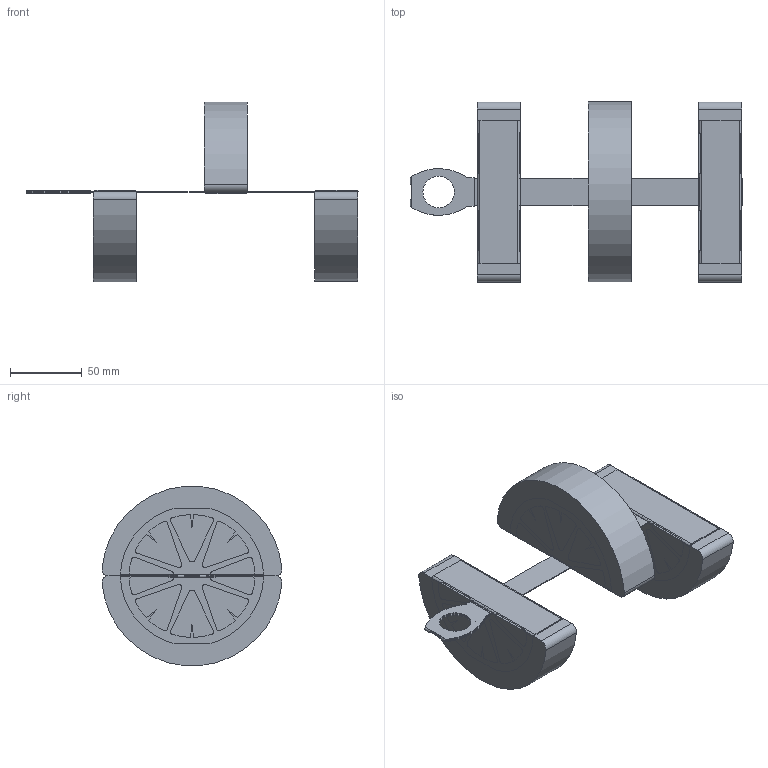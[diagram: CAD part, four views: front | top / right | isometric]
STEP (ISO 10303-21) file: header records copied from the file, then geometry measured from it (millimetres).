
FILE_DESCRIPTION(/* description */ ('Stålband'),/* implementation_level */ '2;1');
FILE_NAME(/* name */ 'HLLF-02.stp',/* time_stamp */ '2016-05-10T15:44:32+02:00',/* author */ ('TW'),/* organization */ (''),/* preprocessor_version */ 'ST-DEVELOPER v15.6',/* originating_system */ 'Autodesk Inventor 2015',/* authorisation */ '');
FILE_SCHEMA (('AUTOMOTIVE_DESIGN { 1 0 10303 214 3 1 1 }'));
Length unit declared in the file: millimetre
Products named in the file (5): HLLF-AD-02; HLLF-AC-01; HLLF-AA-02; HLLF-AB-02; HLLF-02
Assembly tree (8 placements, depth 2):
  HLLF-02
    HLLF-AD-02
    HLLF-AC-01
    HLLF-AA-02  x3
    HLLF-AB-02  x3
Bounding box: 231.55 x 125.54 x 124.92 mm (x, y, z)
Volume: 579628.9 mm3; surface area: 117826.4 mm2
Topology: 8 solids, 8 shells, 456 faces, 1322 edges, 844 vertices
Faces by surface type: plane 239, cylinder 205, bspline 12
Full cylindrical faces by diameter (mm): 22 x2
Entity records: 7138 total; most frequent: CARTESIAN_POINT 1601, ORIENTED_EDGE 1152, DIRECTION 1132, EDGE_CURVE 576, AXIS2_PLACEMENT_3D 391, VERTEX_POINT 364, LINE 350, VECTOR 350
